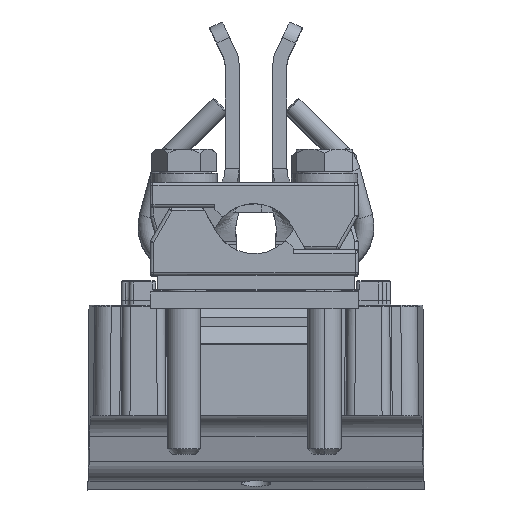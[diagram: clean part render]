
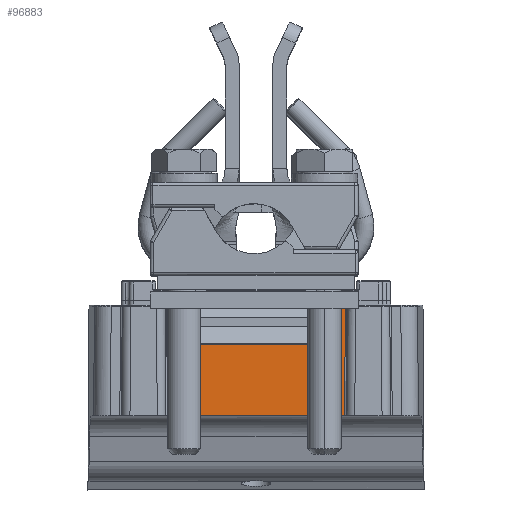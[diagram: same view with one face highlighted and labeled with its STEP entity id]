
A CAD part, top view. The second image highlights one B-rep face of the part: STEP entity #96883.
In plain terms, the highlighted face is planar.
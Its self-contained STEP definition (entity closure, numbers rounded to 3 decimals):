
#54812=CARTESIAN_POINT('',(15.895,-75.605,
33.5));
#54820=CARTESIAN_POINT('',(15.776,-75.724,
13.));
#57361=DIRECTION('',(-1.,0.,0.));
#57362=VECTOR('',#57361,1.6);
#57363=CARTESIAN_POINT('',(15.895,-75.605,
33.5));
#57364=LINE('',#57363,#57362);
#57369=DIRECTION('',(1.,0.,0.));
#57370=VECTOR('',#57369,1.6);
#57371=CARTESIAN_POINT('',(-15.895,-75.605,
33.5));
#57372=LINE('',#57371,#57370);
#57373=DIRECTION('',(0.006,-0.006,-1.));
#57374=VECTOR('',#57373,6.707);
#57375=CARTESIAN_POINT('',(-14.295,-75.605,
33.5));
#57376=LINE('',#57375,#57374);
#57377=CARTESIAN_POINT('',(-14.256,-75.644,
26.793));
#57378=CARTESIAN_POINT('',(-14.244,-75.645,
26.608));
#57379=CARTESIAN_POINT('',(-14.215,-75.647,
26.301));
#57380=CARTESIAN_POINT('',(-14.126,-75.648,
26.097));
#57381=CARTESIAN_POINT('',(-14.068,-75.649,
25.966));
#57382=CARTESIAN_POINT('',(-14.027,-75.649,
25.899));
#57383=CARTESIAN_POINT('',(-13.993,-75.65,
25.85));
#57384=CARTESIAN_POINT('',(-13.896,-75.65,
25.752));
#57385=CARTESIAN_POINT('',(-13.772,-75.651,
25.665));
#57386=CARTESIAN_POINT('',(-13.692,-75.651,
25.652));
#57387=CARTESIAN_POINT('',(-13.651,-75.651,
25.654));
#57389=DIRECTION('',(0.006,0.006,1.));
#57390=VECTOR('',#57389,6.707);
#57391=CARTESIAN_POINT('',(14.256,-75.644,
26.793));
#57392=LINE('',#57391,#57390);
#57393=DIRECTION('',(-0.006,-0.006,-1.));
#57394=VECTOR('',#57393,20.501);
#57395=CARTESIAN_POINT('',(15.895,-75.605,
33.5));
#57396=LINE('',#57395,#57394);
#57397=DIRECTION('',(-1.,0.,0.));
#57398=VECTOR('',#57397,31.551);
#57399=CARTESIAN_POINT('',(15.776,-75.724,
13.));
#57400=LINE('',#57399,#57398);
#57401=DIRECTION('',(-0.006,0.006,1.));
#57402=VECTOR('',#57401,20.501);
#57403=CARTESIAN_POINT('',(-15.776,-75.724,
13.));
#57404=LINE('',#57403,#57402);
#57489=CARTESIAN_POINT('',(14.256,-75.644,
26.793));
#57490=CARTESIAN_POINT('',(14.243,-75.645,
26.601));
#57491=CARTESIAN_POINT('',(14.212,-75.647,
26.285));
#57492=CARTESIAN_POINT('',(14.125,-75.648,
26.092));
#57493=CARTESIAN_POINT('',(14.065,-75.649,
25.964));
#57494=CARTESIAN_POINT('',(14.024,-75.649,
25.895));
#57495=CARTESIAN_POINT('',(13.991,-75.65,
25.845));
#57496=CARTESIAN_POINT('',(13.897,-75.65,
25.751));
#57497=CARTESIAN_POINT('',(13.771,-75.651,
25.666));
#57498=CARTESIAN_POINT('',(13.692,-75.651,
25.653));
#57499=CARTESIAN_POINT('',(13.651,-75.651,
25.654));
#57505=DIRECTION('',(-1.,0.,0.));
#57506=VECTOR('',#57505,27.302);
#57507=CARTESIAN_POINT('',(13.651,-75.651,
25.654));
#57508=LINE('',#57507,#57506);
#57533=CARTESIAN_POINT('',(-15.776,-75.724,
13.));
#63450=VERTEX_POINT('',#54812);
#63453=VERTEX_POINT('',#54820);
#63472=VERTEX_POINT('',#57533);
#63780=CARTESIAN_POINT('',(-15.895,-75.605,
33.5));
#63781=VERTEX_POINT('',#63780);
#63782=CARTESIAN_POINT('',(-14.295,-75.605,
33.5));
#63783=VERTEX_POINT('',#63782);
#63813=CARTESIAN_POINT('',(14.295,-75.605,
33.5));
#63814=VERTEX_POINT('',#63813);
#63815=CARTESIAN_POINT('',(-14.256,-75.644,
26.793));
#63816=VERTEX_POINT('',#63815);
#63817=VERTEX_POINT('',#57387);
#63818=CARTESIAN_POINT('',(13.651,-75.651,
25.654));
#63819=VERTEX_POINT('',#63818);
#63820=VERTEX_POINT('',#57489);
#96860=CARTESIAN_POINT('',(0.,-75.8,0.));
#96861=DIRECTION('',(0.,-1.,0.006));
#96862=DIRECTION('',(-1.,0.,0.));
#96863=AXIS2_PLACEMENT_3D('',#96860,#96861,#96862);
#96864=PLANE('',#96863);
#96865=ORIENTED_EDGE('',*,*,#96438,.T.);
#96867=ORIENTED_EDGE('',*,*,#96866,.T.);
#96869=ORIENTED_EDGE('',*,*,#96868,.T.);
#96871=ORIENTED_EDGE('',*,*,#96870,.F.);
#96873=ORIENTED_EDGE('',*,*,#96872,.F.);
#96875=ORIENTED_EDGE('',*,*,#96874,.T.);
#96876=ORIENTED_EDGE('',*,*,#96847,.F.);
#96877=ORIENTED_EDGE('',*,*,#88218,.T.);
#96878=ORIENTED_EDGE('',*,*,#88278,.T.);
#96880=ORIENTED_EDGE('',*,*,#96879,.T.);
#96881=EDGE_LOOP('',(#96865,#96867,#96869,#96871,#96873,#96875,#96876,#96877,
#96878,#96880));
#96882=FACE_OUTER_BOUND('',#96881,.F.);
#57388=B_SPLINE_CURVE_WITH_KNOTS('',3,(#57377,#57378,#57379,#57380,#57381,
#57382,#57383,#57384,#57385,#57386,#57387),.UNSPECIFIED.,.F.,.F.,(4,1,1,1,1,1,1,
1,4),(0.,0.125,0.25,0.375,0.5,0.625,0.75,0.875,1.),
.UNSPECIFIED.);
#57500=B_SPLINE_CURVE_WITH_KNOTS('',3,(#57489,#57490,#57491,#57492,#57493,
#57494,#57495,#57496,#57497,#57498,#57499),.UNSPECIFIED.,.F.,.F.,(4,1,1,1,1,1,1,
1,4),(0.,0.125,0.25,0.375,0.5,0.625,0.75,0.875,1.),
.UNSPECIFIED.);
#88218=EDGE_CURVE('',#63450,#63453,#57396,.T.);
#88278=EDGE_CURVE('',#63453,#63472,#57400,.T.);
#96438=EDGE_CURVE('',#63781,#63783,#57372,.T.);
#96847=EDGE_CURVE('',#63450,#63814,#57364,.T.);
#96866=EDGE_CURVE('',#63783,#63816,#57376,.T.);
#96868=EDGE_CURVE('',#63816,#63817,#57388,.T.);
#96870=EDGE_CURVE('',#63819,#63817,#57508,.T.);
#96872=EDGE_CURVE('',#63820,#63819,#57500,.T.);
#96874=EDGE_CURVE('',#63820,#63814,#57392,.T.);
#96879=EDGE_CURVE('',#63472,#63781,#57404,.T.);
#96883=ADVANCED_FACE('',(#96882),#96864,.T.);
